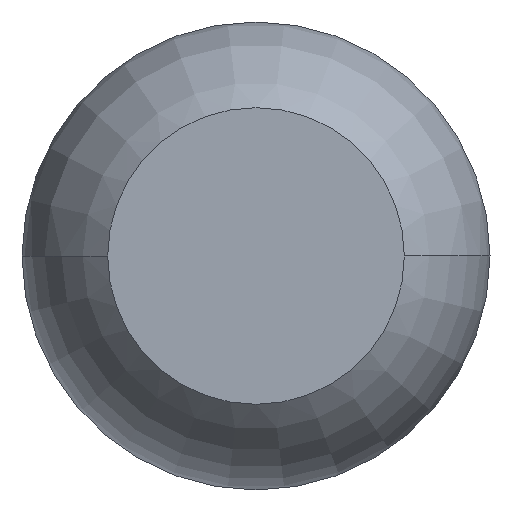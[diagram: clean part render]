
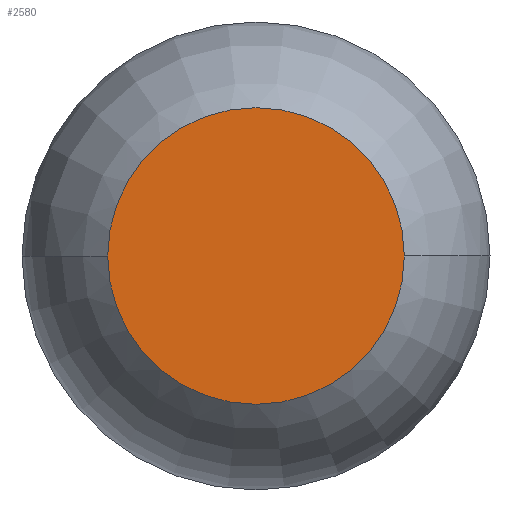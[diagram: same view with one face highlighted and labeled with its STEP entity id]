
A CAD part, front view. The second image highlights one B-rep face of the part: STEP entity #2580.
In plain terms, the highlighted planar face has unit normal (0, -1, 0).
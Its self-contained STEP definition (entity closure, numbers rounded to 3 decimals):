
#7 = CARTESIAN_POINT ( 'NONE',  ( 0., -24.66, 0. ) ) ;
#34 = AXIS2_PLACEMENT_3D ( 'NONE', #3516, #704, #2931 ) ;
#72 = CARTESIAN_POINT ( 'NONE',  ( 0.745, -24.66, 0. ) ) ;
#454 = CARTESIAN_POINT ( 'NONE',  ( -0.745, -24.66, 0. ) ) ;
#639 = EDGE_CURVE ( 'Defeature ausgef�hrt1_4+Defeature ausgef�hrt1_2+Defeature ausgef�hrt1_2+Defeature ausgef�hrt1_2', #2826, #1846, #2706, .T. ) ;
#704 = DIRECTION ( 'NONE',  ( 0., -1., 0. ) ) ;
#743 = ORIENTED_EDGE ( 'NONE', *, *, #2965, .T. ) ;
#836 = AXIS2_PLACEMENT_3D ( 'NONE', #7, #1394, #3351 ) ;
#954 = EDGE_LOOP ( 'NONE', ( #743, #1484 ) ) ;
#1295 = AXIS2_PLACEMENT_3D ( 'NONE', #3513, #1559, #3277 ) ;
#1330 = FACE_OUTER_BOUND ( 'NONE', #954, .T. ) ;
#1394 = DIRECTION ( 'NONE',  ( 0., -1., 0. ) ) ;
#1484 = ORIENTED_EDGE ( 'NONE', *, *, #639, .T. ) ;
#1559 = DIRECTION ( 'NONE',  ( 0., -1., 0. ) ) ;
#1846 = VERTEX_POINT ( 'NONE', #454 ) ;
#2111 = PLANE ( 'NONE',  #34 ) ;
#2580 = ADVANCED_FACE ( 'Defeature ausgef�hrt1_4', ( #1330 ), #2111, .T. ) ;
#2706 = CIRCLE ( 'NONE', #836, 0.745 ) ;
#2826 = VERTEX_POINT ( 'NONE', #72 ) ;
#2902 = CIRCLE ( 'NONE', #1295, 0.745 ) ;
#2931 = DIRECTION ( 'NONE',  ( 1., 0., 0. ) ) ;
#2965 = EDGE_CURVE ( 'Defeature ausgef�hrt1_4+Defeature ausgef�hrt1_2+Defeature ausgef�hrt1_2+Defeature ausgef�hrt1_2', #1846, #2826, #2902, .T. ) ;
#3277 = DIRECTION ( 'NONE',  ( 1., 0., 0. ) ) ;
#3351 = DIRECTION ( 'NONE',  ( 1., 0., 0. ) ) ;
#3513 = CARTESIAN_POINT ( 'NONE',  ( 0., -24.66, 0. ) ) ;
#3516 = CARTESIAN_POINT ( 'NONE',  ( 0., -24.66, 0. ) ) ;
